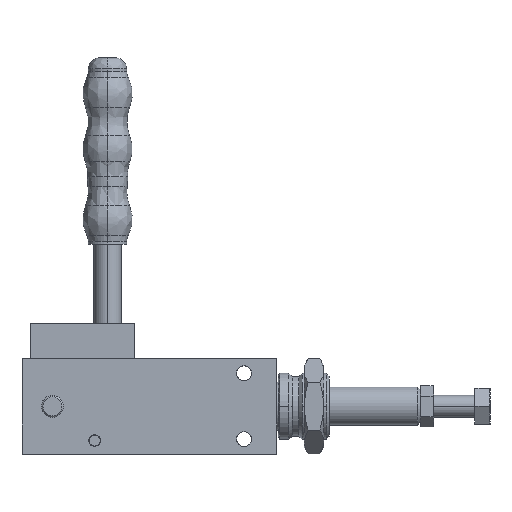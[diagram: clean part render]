
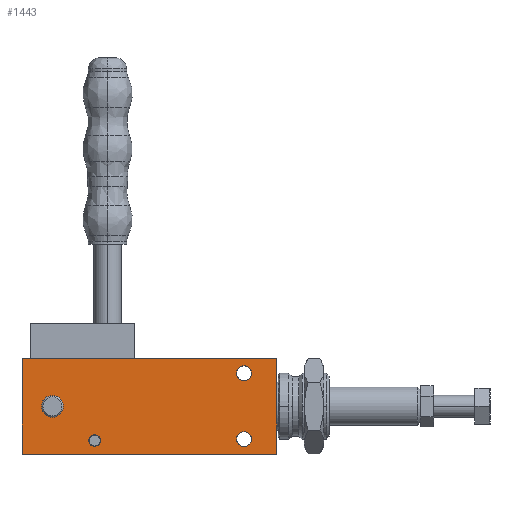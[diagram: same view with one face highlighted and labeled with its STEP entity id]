
A CAD part, left-side view. The second image highlights one B-rep face of the part: STEP entity #1443.
In plain terms, the highlighted planar face has unit normal (-1, 0, 0).
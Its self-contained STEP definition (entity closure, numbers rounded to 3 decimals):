
#211 = VERTEX_POINT ( 'NONE', #529 ) ;
#352 = CARTESIAN_POINT ( 'NONE',  ( 207.112, 325.346, 36.294 ) ) ;
#529 = CARTESIAN_POINT ( 'NONE',  ( 207.112, 244.346, 4.044 ) ) ;
#571 = DIRECTION ( 'NONE',  ( 1., 0., 0. ) ) ;
#682 = VECTOR ( 'NONE', #6318, 1000. ) ;
#1132 = DIRECTION ( 'NONE',  ( 1., 0., 0. ) ) ;
#1146 = AXIS2_PLACEMENT_3D ( 'NONE', #5993, #1132, #6826 ) ;
#1157 = DIRECTION ( 'NONE',  ( 1., 0., 0. ) ) ;
#1194 = VERTEX_POINT ( 'NONE', #6931 ) ;
#1238 = FACE_BOUND ( 'NONE', #1844, .T. ) ;
#1326 = VECTOR ( 'NONE', #1639, 1000. ) ;
#1443 = ADVANCED_FACE ( 'NONE', ( #5573, #1503, #3698, #3441, #1238 ), #8352, .T. ) ;
#1503 = FACE_BOUND ( 'NONE', #2405, .T. ) ;
#1510 = VERTEX_POINT ( 'NONE', #4391 ) ;
#1570 = VERTEX_POINT ( 'NONE', #4501 ) ;
#1639 = DIRECTION ( 'NONE',  ( 0., 0., -1. ) ) ;
#1721 = ORIENTED_EDGE ( 'NONE', *, *, #1800, .T. ) ;
#1800 = EDGE_CURVE ( 'NONE', #9230, #9474, #6585, .T. ) ;
#1827 = EDGE_CURVE ( 'NONE', #3007, #8338, #2016, .T. ) ;
#1844 = EDGE_LOOP ( 'NONE', ( #5586, #1932 ) ) ;
#1901 = CARTESIAN_POINT ( 'NONE',  ( 207.112, 244.346, 30.794 ) ) ;
#1932 = ORIENTED_EDGE ( 'NONE', *, *, #7912, .T. ) ;
#1938 = EDGE_CURVE ( 'NONE', #211, #1510, #3179, .T. ) ;
#1966 = VECTOR ( 'NONE', #9240, 1000. ) ;
#2016 = CIRCLE ( 'NONE', #1146, 3.975 ) ;
#2405 = EDGE_LOOP ( 'NONE', ( #4774, #4828 ) ) ;
#2538 = CIRCLE ( 'NONE', #8530, 2.1 ) ;
#2623 = CARTESIAN_POINT ( 'NONE',  ( 207.112, 244.346, 33.544 ) ) ;
#2635 = CARTESIAN_POINT ( 'NONE',  ( 207.112, 244.346, 6.794 ) ) ;
#2737 = DIRECTION ( 'NONE',  ( 0., 0., 1. ) ) ;
#2913 = EDGE_CURVE ( 'NONE', #9474, #9230, #6058, .T. ) ;
#2996 = EDGE_LOOP ( 'NONE', ( #5224, #10461 ) ) ;
#3007 = VERTEX_POINT ( 'NONE', #8643 ) ;
#3129 = VERTEX_POINT ( 'NONE', #8749 ) ;
#3179 = CIRCLE ( 'NONE', #5512, 2.75 ) ;
#3420 = CIRCLE ( 'NONE', #7896, 2.75 ) ;
#3441 = FACE_BOUND ( 'NONE', #2996, .T. ) ;
#3453 = DIRECTION ( 'NONE',  ( 0., 0., 1. ) ) ;
#3523 = LINE ( 'NONE', #10509, #1326 ) ;
#3584 = CARTESIAN_POINT ( 'NONE',  ( 207.112, 325.346, 1.294 ) ) ;
#3689 = CARTESIAN_POINT ( 'NONE',  ( 207.112, 298.846, 6.294 ) ) ;
#3698 = FACE_BOUND ( 'NONE', #7283, .T. ) ;
#3909 = AXIS2_PLACEMENT_3D ( 'NONE', #5466, #571, #6274 ) ;
#4022 = CARTESIAN_POINT ( 'NONE',  ( 207.112, 325.346, 36.294 ) ) ;
#4149 = LINE ( 'NONE', #3584, #1966 ) ;
#4242 = CARTESIAN_POINT ( 'NONE',  ( 207.112, 244.346, 6.794 ) ) ;
#4329 = DIRECTION ( 'NONE',  ( 0., 0., 1. ) ) ;
#4391 = CARTESIAN_POINT ( 'NONE',  ( 207.112, 244.346, 9.544 ) ) ;
#4447 = EDGE_CURVE ( 'NONE', #8057, #5300, #5542, .T. ) ;
#4501 = CARTESIAN_POINT ( 'NONE',  ( 207.112, 325.346, 1.294 ) ) ;
#4507 = DIRECTION ( 'NONE',  ( 0., 0., -1. ) ) ;
#4597 = CARTESIAN_POINT ( 'NONE',  ( 207.112, 314.246, 14.819 ) ) ;
#4774 = ORIENTED_EDGE ( 'NONE', *, *, #8641, .T. ) ;
#4828 = ORIENTED_EDGE ( 'NONE', *, *, #1938, .T. ) ;
#4851 = CARTESIAN_POINT ( 'NONE',  ( 207.112, 298.846, 6.294 ) ) ;
#4854 = AXIS2_PLACEMENT_3D ( 'NONE', #5091, #9161, #4329 ) ;
#4934 = CARTESIAN_POINT ( 'NONE',  ( 207.112, 232.346, 36.294 ) ) ;
#5045 = DIRECTION ( 'NONE',  ( 0., 0., 1. ) ) ;
#5091 = CARTESIAN_POINT ( 'NONE',  ( 207.112, 325.346, 1.294 ) ) ;
#5224 = ORIENTED_EDGE ( 'NONE', *, *, #1827, .T. ) ;
#5300 = VERTEX_POINT ( 'NONE', #4934 ) ;
#5409 = ORIENTED_EDGE ( 'NONE', *, *, #9796, .T. ) ;
#5466 = CARTESIAN_POINT ( 'NONE',  ( 207.112, 314.246, 18.794 ) ) ;
#5491 = CARTESIAN_POINT ( 'NONE',  ( 207.112, 232.346, 1.294 ) ) ;
#5512 = AXIS2_PLACEMENT_3D ( 'NONE', #4242, #9898, #5045 ) ;
#5528 = VERTEX_POINT ( 'NONE', #352 ) ;
#5542 = LINE ( 'NONE', #5491, #682 ) ;
#5573 = FACE_OUTER_BOUND ( 'NONE', #9987, .T. ) ;
#5586 = ORIENTED_EDGE ( 'NONE', *, *, #6786, .T. ) ;
#5629 = DIRECTION ( 'NONE',  ( 0., 0., -1. ) ) ;
#5662 = ORIENTED_EDGE ( 'NONE', *, *, #4447, .T. ) ;
#5993 = CARTESIAN_POINT ( 'NONE',  ( 207.112, 314.246, 18.794 ) ) ;
#6045 = CARTESIAN_POINT ( 'NONE',  ( 207.112, 244.346, 30.794 ) ) ;
#6058 = CIRCLE ( 'NONE', #7010, 2.75 ) ;
#6274 = DIRECTION ( 'NONE',  ( 0., 0., 1. ) ) ;
#6318 = DIRECTION ( 'NONE',  ( 0., 0., 1. ) ) ;
#6585 = CIRCLE ( 'NONE', #8448, 2.75 ) ;
#6653 = CIRCLE ( 'NONE', #3909, 3.975 ) ;
#6786 = EDGE_CURVE ( 'NONE', #1194, #3129, #9568, .T. ) ;
#6826 = DIRECTION ( 'NONE',  ( 0., 0., 1. ) ) ;
#6864 = DIRECTION ( 'NONE',  ( 0., 0., 1. ) ) ;
#6926 = EDGE_CURVE ( 'NONE', #8338, #3007, #6653, .T. ) ;
#6931 = CARTESIAN_POINT ( 'NONE',  ( 207.112, 298.846, 4.194 ) ) ;
#7010 = AXIS2_PLACEMENT_3D ( 'NONE', #6045, #1157, #6864 ) ;
#7044 = EDGE_CURVE ( 'NONE', #5300, #5528, #7781, .T. ) ;
#7227 = DIRECTION ( 'NONE',  ( 0., 1., 0. ) ) ;
#7283 = EDGE_LOOP ( 'NONE', ( #7742, #1721 ) ) ;
#7387 = ORIENTED_EDGE ( 'NONE', *, *, #7044, .T. ) ;
#7573 = DIRECTION ( 'NONE',  ( 1., 0., 0. ) ) ;
#7742 = ORIENTED_EDGE ( 'NONE', *, *, #2913, .T. ) ;
#7781 = LINE ( 'NONE', #4022, #9062 ) ;
#7896 = AXIS2_PLACEMENT_3D ( 'NONE', #2635, #8297, #3453 ) ;
#7912 = EDGE_CURVE ( 'NONE', #3129, #1194, #2538, .T. ) ;
#8057 = VERTEX_POINT ( 'NONE', #8281 ) ;
#8281 = CARTESIAN_POINT ( 'NONE',  ( 207.112, 232.346, 1.294 ) ) ;
#8297 = DIRECTION ( 'NONE',  ( 1., 0., 0. ) ) ;
#8338 = VERTEX_POINT ( 'NONE', #4597 ) ;
#8352 = PLANE ( 'NONE',  #4854 ) ;
#8445 = AXIS2_PLACEMENT_3D ( 'NONE', #3689, #9340, #4507 ) ;
#8448 = AXIS2_PLACEMENT_3D ( 'NONE', #1901, #7573, #2737 ) ;
#8530 = AXIS2_PLACEMENT_3D ( 'NONE', #4851, #10473, #5629 ) ;
#8641 = EDGE_CURVE ( 'NONE', #1510, #211, #3420, .T. ) ;
#8643 = CARTESIAN_POINT ( 'NONE',  ( 207.112, 314.246, 22.77 ) ) ;
#8749 = CARTESIAN_POINT ( 'NONE',  ( 207.112, 298.846, 8.394 ) ) ;
#9062 = VECTOR ( 'NONE', #7227, 1000. ) ;
#9161 = DIRECTION ( 'NONE',  ( -1., 0., 0. ) ) ;
#9230 = VERTEX_POINT ( 'NONE', #10350 ) ;
#9240 = DIRECTION ( 'NONE',  ( 0., -1., 0. ) ) ;
#9340 = DIRECTION ( 'NONE',  ( 1., 0., 0. ) ) ;
#9474 = VERTEX_POINT ( 'NONE', #2623 ) ;
#9568 = CIRCLE ( 'NONE', #8445, 2.1 ) ;
#9796 = EDGE_CURVE ( 'NONE', #5528, #1570, #3523, .T. ) ;
#9898 = DIRECTION ( 'NONE',  ( 1., 0., 0. ) ) ;
#9933 = EDGE_CURVE ( 'NONE', #1570, #8057, #4149, .T. ) ;
#9987 = EDGE_LOOP ( 'NONE', ( #5409, #10085, #5662, #7387 ) ) ;
#10085 = ORIENTED_EDGE ( 'NONE', *, *, #9933, .T. ) ;
#10350 = CARTESIAN_POINT ( 'NONE',  ( 207.112, 244.346, 28.044 ) ) ;
#10461 = ORIENTED_EDGE ( 'NONE', *, *, #6926, .T. ) ;
#10473 = DIRECTION ( 'NONE',  ( 1., 0., 0. ) ) ;
#10509 = CARTESIAN_POINT ( 'NONE',  ( 207.112, 325.346, 1.294 ) ) ;
